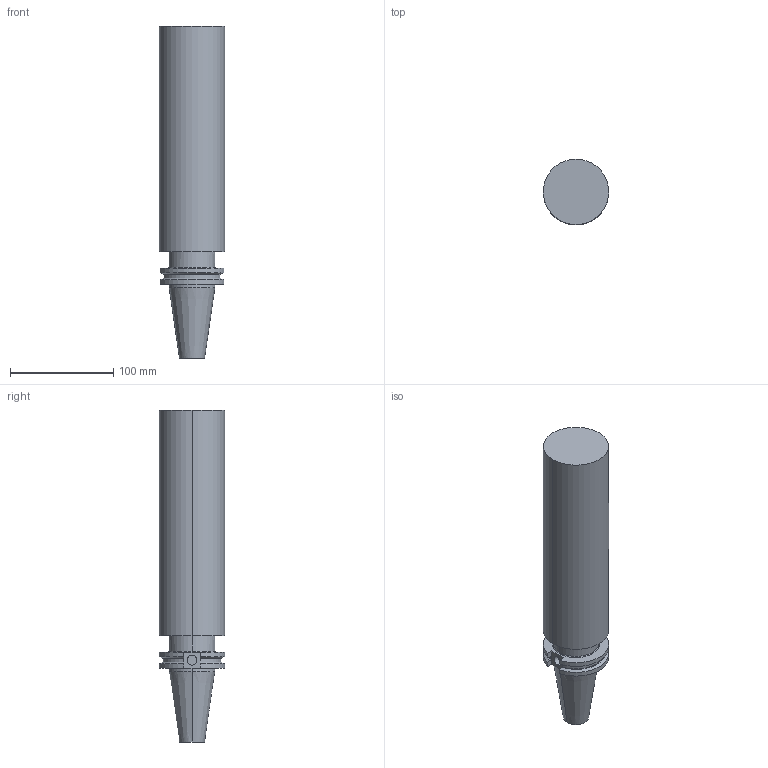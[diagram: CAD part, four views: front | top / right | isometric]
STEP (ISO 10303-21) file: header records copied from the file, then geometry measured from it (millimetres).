
FILE_DESCRIPTION (( 'STEP AP203' ), '1' );
FILE_NAME ('STP-SATE-31.001.92.100.STEP', '2018-12-13T08:44:54', ( 'user' ), ( '' ), 'SwSTEP 2.0', 'SolidWorks 2017', '' );
FILE_SCHEMA (( 'CONFIG_CONTROL_DESIGN' ));
Length unit declared in the file: millimetre
Products named in the file (1): STP-SATE-31.001.92.100
Bounding box: 63.5 x 63.5 x 322.25 mm (x, y, z)
Volume: 824316.9 mm3; surface area: 67982.7 mm2
Topology: 1 solids, 1 shells, 49 faces, 119 edges, 76 vertices
Faces by surface type: cylinder 20, plane 18, cone 8, torus 2, bspline 1
Entity records: 1562 total; most frequent: CARTESIAN_POINT 318, DIRECTION 256, ORIENTED_EDGE 234, EDGE_CURVE 117, AXIS2_PLACEMENT_3D 100, VERTEX_POINT 76, VECTOR 56, LINE 56
